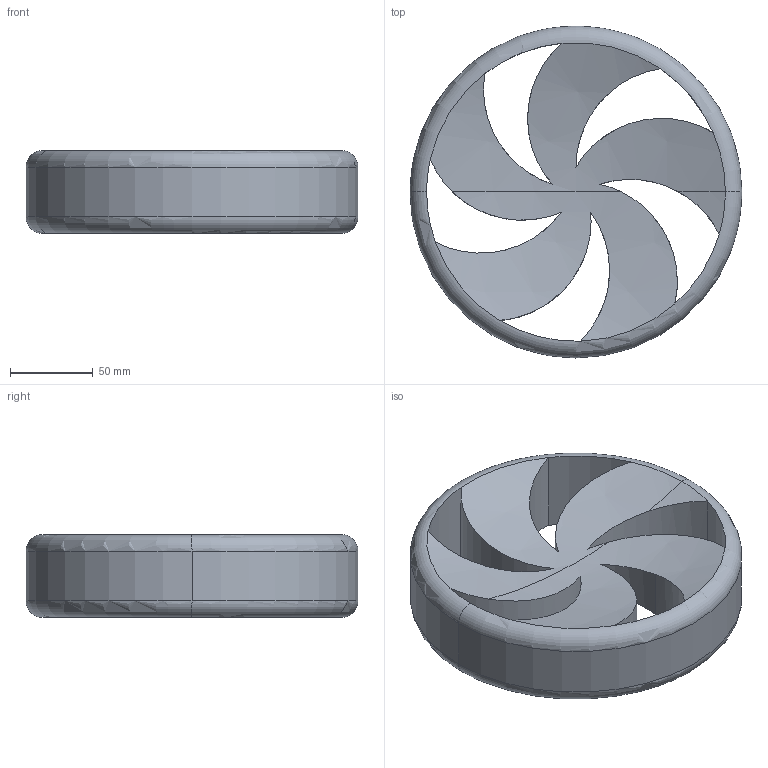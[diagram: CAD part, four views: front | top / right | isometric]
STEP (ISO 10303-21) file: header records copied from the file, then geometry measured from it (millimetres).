
FILE_DESCRIPTION (( 'STEP AP214' ), '1' );
FILE_NAME ('wheel.STEP', '2020-05-22T17:12:38', ( '' ), ( '' ), 'SwSTEP 2.0', 'SolidWorks 2020', '' );
FILE_SCHEMA (( 'AUTOMOTIVE_DESIGN' ));
Length unit declared in the file: millimetre
Products named in the file (1): wheel
Bounding box: 200 x 200 x 50 mm (x, y, z)
Volume: 831592.5 mm3; surface area: 114052.3 mm2
Topology: 1 solids, 1 shells, 30 faces, 90 edges, 52 vertices
Faces by surface type: cylinder 20, sphere 6, torus 4
Entity records: 1972 total; most frequent: CARTESIAN_POINT 825, ORIENTED_EDGE 180, DIRECTION 158, EDGE_CURVE 90, AXIS2_PLACEMENT_3D 69, VERTEX_POINT 52, CIRCLE 38, UNCERTAINTY_MEASURE_WITH_UNIT 33
